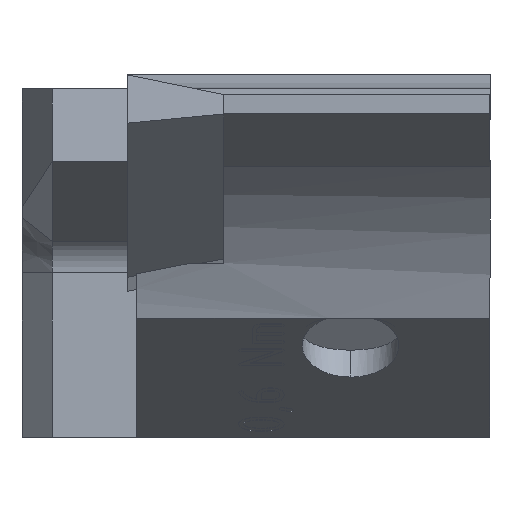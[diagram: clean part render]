
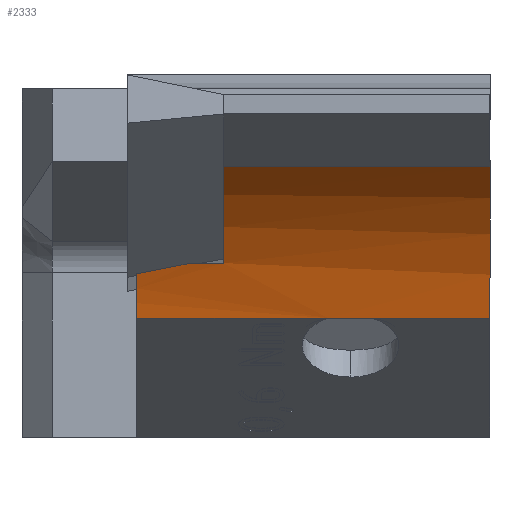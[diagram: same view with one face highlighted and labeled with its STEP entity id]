
A CAD part, left-side view. The second image highlights one B-rep face of the part: STEP entity #2333.
In plain terms, the highlighted cylindrical face has radius 8.807 mm (diameter 17.614 mm), a partial arc.
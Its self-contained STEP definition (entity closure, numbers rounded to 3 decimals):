
#78 = DIRECTION ( 'NONE',  ( 0., -1., 0. ) ) ;
#105 = AXIS2_PLACEMENT_3D ( 'NONE', #2462, #5578, #2895 ) ;
#299 = VERTEX_POINT ( 'NONE', #2138 ) ;
#302 = CARTESIAN_POINT ( 'NONE',  ( 5.42, 129.411, -8.06 ) ) ;
#315 = DIRECTION ( 'NONE',  ( 0., -1., 0. ) ) ;
#335 = DIRECTION ( 'NONE',  ( 0., -1., 0. ) ) ;
#345 = VERTEX_POINT ( 'NONE', #1890 ) ;
#419 = CIRCLE ( 'NONE', #105, 8.807 ) ;
#517 = CARTESIAN_POINT ( 'NONE',  ( 4.954, -0.3, -6.593 ) ) ;
#630 = CARTESIAN_POINT ( 'NONE',  ( 4.795, -2.099, -6.234 ) ) ;
#644 = VECTOR ( 'NONE', #78, 1000. ) ;
#832 = DIRECTION ( 'NONE',  ( 0., 0., -1. ) ) ;
#864 = AXIS2_PLACEMENT_3D ( 'NONE', #3385, #1433, #832 ) ;
#867 = CYLINDRICAL_SURFACE ( 'NONE', #864, 8.807 ) ;
#868 = ORIENTED_EDGE ( 'NONE', *, *, #1754, .F. ) ;
#1133 = CARTESIAN_POINT ( 'NONE',  ( 4.795, 129.411, -6.234 ) ) ;
#1299 = CARTESIAN_POINT ( 'NONE',  ( 4.904, -0.906, -6.472 ) ) ;
#1422 = EDGE_CURVE ( 'Defeature ausgef�hrt2_41+Defeature ausgef�hrt2_14+Defeature ausgef�hrt2_7+Defeature ausgef�hrt2_8', #2327, #4354, #3664, .T. ) ;
#1433 = DIRECTION ( 'NONE',  ( 0., -1., 0. ) ) ;
#1583 = CARTESIAN_POINT ( 'NONE',  ( 4.851, -1.506, -6.353 ) ) ;
#1601 = VERTEX_POINT ( 'NONE', #2379 ) ;
#1620 = ORIENTED_EDGE ( 'NONE', *, *, #2799, .F. ) ;
#1663 = ORIENTED_EDGE ( 'NONE', *, *, #2958, .T. ) ;
#1712 = ORIENTED_EDGE ( 'NONE', *, *, #3680, .T. ) ;
#1746 = VERTEX_POINT ( 'NONE', #630 ) ;
#1754 = EDGE_CURVE ( 'Defeature ausgef�hrt2_21+Defeature ausgef�hrt2_14+Defeature ausgef�hrt2_8+Defeature ausgef�hrt2_22', #1746, #2930, #3330, .T. ) ;
#1764 = CARTESIAN_POINT ( 'NONE',  ( 4.954, -0.3, -6.593 ) ) ;
#1890 = CARTESIAN_POINT ( 'NONE',  ( 5.42, -8.113, -8.06 ) ) ;
#1962 = EDGE_CURVE ( 'Defeature ausgef�hrt2_14+Defeature ausgef�hrt2_7+Defeature ausgef�hrt2_29+Defeature ausgef�hrt2_19', #345, #5054, #5217, .T. ) ;
#2117 = VECTOR ( 'NONE', #5116, 1000. ) ;
#2138 = CARTESIAN_POINT ( 'NONE',  ( 2.248, -3.18, -3.043 ) ) ;
#2187 = VECTOR ( 'NONE', #5455, 1000. ) ;
#2205 = ORIENTED_EDGE ( 'NONE', *, *, #5325, .T. ) ;
#2299 = AXIS2_PLACEMENT_3D ( 'NONE', #4514, #2428, #3808 ) ;
#2327 = VERTEX_POINT ( 'NONE', #3940 ) ;
#2333 = ADVANCED_FACE ( 'Defeature ausgef�hrt2_14', ( #5746 ), #867, .F. ) ;
#2379 = CARTESIAN_POINT ( 'NONE',  ( 2.248, -12., -3.043 ) ) ;
#2428 = DIRECTION ( 'NONE',  ( 0., 1., 0. ) ) ;
#2462 = CARTESIAN_POINT ( 'NONE',  ( -3.174, -12., -9.983 ) ) ;
#2505 = ORIENTED_EDGE ( 'NONE', *, *, #2725, .F. ) ;
#2725 = EDGE_CURVE ( 'Defeature ausgef�hrt2_27+Defeature ausgef�hrt2_14+Defeature ausgef�hrt2_4+Defeature ausgef�hrt2_19', #299, #1601, #4579, .T. ) ;
#2799 = EDGE_CURVE ( 'Defeature ausgef�hrt2_8+Defeature ausgef�hrt2_14+Defeature ausgef�hrt2_41+Defeature ausgef�hrt2_21', #4354, #1746, #4922, .T. ) ;
#2895 = DIRECTION ( 'NONE',  ( 0., 0., -1. ) ) ;
#2930 = VERTEX_POINT ( 'NONE', #4482 ) ;
#2953 = VECTOR ( 'NONE', #315, 1000. ) ;
#2958 = EDGE_CURVE ( 'Defeature ausgef�hrt2_14+Defeature ausgef�hrt2_29+Defeature ausgef�hrt2_7+Defeature ausgef�hrt2_7', #4882, #345, #4496, .T. ) ;
#3029 = CARTESIAN_POINT ( 'NONE',  ( 5.42, -12., -8.06 ) ) ;
#3144 = LINE ( 'NONE', #4545, #644 ) ;
#3180 = EDGE_LOOP ( 'NONE', ( #3547, #2205, #1663, #3980, #4887, #2505, #1712, #868, #1620 ) ) ;
#3330 = LINE ( 'NONE', #1133, #4239 ) ;
#3385 = CARTESIAN_POINT ( 'NONE',  ( -3.174, 129.411, -9.983 ) ) ;
#3547 = ORIENTED_EDGE ( 'NONE', *, *, #1422, .F. ) ;
#3572 = AXIS2_PLACEMENT_3D ( 'NONE', #3701, #335, #5042 ) ;
#3664 = CIRCLE ( 'NONE', #3572, 8.807 ) ;
#3667 = DIRECTION ( 'NONE',  ( 0., -1., 0. ) ) ;
#3680 = EDGE_CURVE ( 'Defeature ausgef�hrt2_14+Defeature ausgef�hrt2_22+Defeature ausgef�hrt2_27+Defeature ausgef�hrt2_21', #299, #2930, #4497, .T. ) ;
#3701 = CARTESIAN_POINT ( 'NONE',  ( -3.174, -0.3, -9.983 ) ) ;
#3808 = DIRECTION ( 'NONE',  ( 0., 0., 1. ) ) ;
#3833 = CARTESIAN_POINT ( 'NONE',  ( 5.42, -6.647, -8.06 ) ) ;
#3940 = CARTESIAN_POINT ( 'NONE',  ( 5.42, -0.3, -8.06 ) ) ;
#3980 = ORIENTED_EDGE ( 'NONE', *, *, #1962, .T. ) ;
#4239 = VECTOR ( 'NONE', #3667, 1000. ) ;
#4354 = VERTEX_POINT ( 'NONE', #517 ) ;
#4423 = CARTESIAN_POINT ( 'NONE',  ( 4.795, -2.099, -6.234 ) ) ;
#4482 = CARTESIAN_POINT ( 'NONE',  ( 4.795, -3.18, -6.234 ) ) ;
#4496 = LINE ( 'NONE', #5087, #2117 ) ;
#4497 = CIRCLE ( 'NONE', #2299, 8.807 ) ;
#4514 = CARTESIAN_POINT ( 'NONE',  ( -3.174, -3.18, -9.983 ) ) ;
#4545 = CARTESIAN_POINT ( 'NONE',  ( 5.42, 129.411, -8.06 ) ) ;
#4579 = LINE ( 'NONE', #5652, #2187 ) ;
#4882 = VERTEX_POINT ( 'NONE', #3833 ) ;
#4887 = ORIENTED_EDGE ( 'NONE', *, *, #5528, .T. ) ;
#4922 =( BOUNDED_CURVE ( )  B_SPLINE_CURVE ( 3, ( #1764, #1299, #1583, #4423 ),
 .UNSPECIFIED., .F., .F. ) 
 B_SPLINE_CURVE_WITH_KNOTS ( ( 4, 4 ),
 ( 5.16, 5.204 ),
 .UNSPECIFIED. ) 
 CURVE ( )  GEOMETRIC_REPRESENTATION_ITEM ( )  RATIONAL_B_SPLINE_CURVE ( ( 1., 1., 1., 1. ) ) 
 REPRESENTATION_ITEM ( '' )  );
#5042 = DIRECTION ( 'NONE',  ( 0., 0., 1. ) ) ;
#5054 = VERTEX_POINT ( 'NONE', #3029 ) ;
#5087 = CARTESIAN_POINT ( 'NONE',  ( 5.42, 129.411, -8.06 ) ) ;
#5116 = DIRECTION ( 'NONE',  ( 0., -1., 0. ) ) ;
#5217 = LINE ( 'NONE', #302, #2953 ) ;
#5325 = EDGE_CURVE ( 'Defeature ausgef�hrt2_14+Defeature ausgef�hrt2_7+Defeature ausgef�hrt2_41+Defeature ausgef�hrt2_29', #2327, #4882, #3144, .T. ) ;
#5455 = DIRECTION ( 'NONE',  ( 0., -1., 0. ) ) ;
#5528 = EDGE_CURVE ( 'Defeature ausgef�hrt2_14+Defeature ausgef�hrt2_19+Defeature ausgef�hrt2_7+Defeature ausgef�hrt2_27', #5054, #1601, #419, .T. ) ;
#5578 = DIRECTION ( 'NONE',  ( 0., -1., 0. ) ) ;
#5652 = CARTESIAN_POINT ( 'NONE',  ( 2.248, 129.411, -3.043 ) ) ;
#5746 = FACE_OUTER_BOUND ( 'NONE', #3180, .T. ) ;
